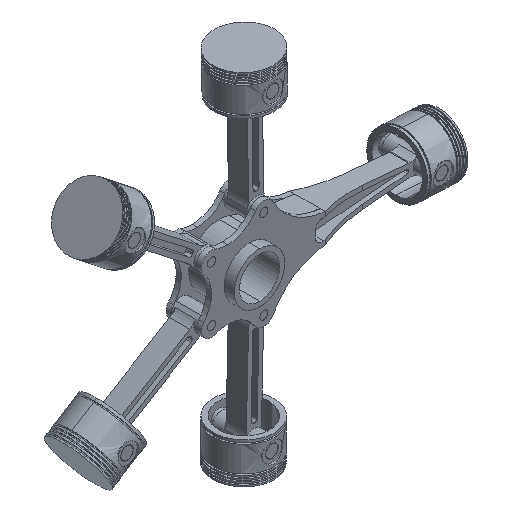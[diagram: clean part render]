
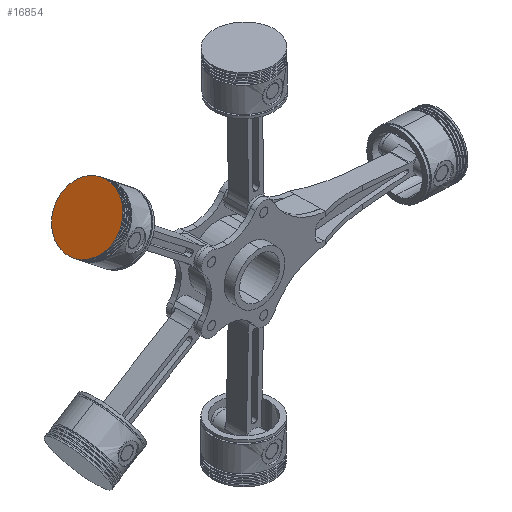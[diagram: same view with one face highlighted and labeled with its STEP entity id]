
A CAD part, isometric view. The second image highlights one B-rep face of the part: STEP entity #16854.
In plain terms, the highlighted free-form (B-spline) face has degree [1, 1] with [2, 2] control points.
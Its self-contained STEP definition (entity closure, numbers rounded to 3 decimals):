
#16403 = EDGE_CURVE('',#16404,#16406,#16408,.T.);
#16404 = VERTEX_POINT('',#16405);
#16405 = CARTESIAN_POINT('',(-117.112,-59.961,
    130.214));
#16406 = VERTEX_POINT('',#16407);
#16407 = CARTESIAN_POINT('',(-151.848,-59.961,
    86.303));
#16408 = ( BOUNDED_CURVE() B_SPLINE_CURVE(2,(#16409,#16410,#16411,#16412
,#16413),.UNSPECIFIED.,.F.,.F.) B_SPLINE_CURVE_WITH_KNOTS((3,2,3),(0.,
1.571,3.142),.PIECEWISE_BEZIER_KNOTS.) CURVE() 
GEOMETRIC_REPRESENTATION_ITEM() RATIONAL_B_SPLINE_CURVE((1.,
0.707,1.,0.707,1.)) REPRESENTATION_ITEM('') );
#16409 = CARTESIAN_POINT('',(-117.112,-59.961,
    130.214));
#16410 = CARTESIAN_POINT('',(-117.112,-87.955,
    130.214));
#16411 = CARTESIAN_POINT('',(-134.48,-87.955,
    108.258));
#16412 = CARTESIAN_POINT('',(-151.848,-87.955,
    86.303));
#16413 = CARTESIAN_POINT('',(-151.848,-59.961,
    86.303));
#16854 = ADVANCED_FACE('',(#16855),#16866,.F.);
#16855 = FACE_BOUND('',#16856,.T.);
#16856 = EDGE_LOOP('',(#16857,#16858));
#16857 = ORIENTED_EDGE('',*,*,#16403,.F.);
#16858 = ORIENTED_EDGE('',*,*,#16859,.F.);
#16859 = EDGE_CURVE('',#16406,#16404,#16860,.T.);
#16860 = ( BOUNDED_CURVE() B_SPLINE_CURVE(2,(#16861,#16862,#16863,#16864
,#16865),.UNSPECIFIED.,.F.,.F.) B_SPLINE_CURVE_WITH_KNOTS((3,2,3),(
    3.142,4.712,6.283),
.PIECEWISE_BEZIER_KNOTS.) CURVE() GEOMETRIC_REPRESENTATION_ITEM() 
RATIONAL_B_SPLINE_CURVE((1.,0.707,1.,0.707,1.)) 
REPRESENTATION_ITEM('') );
#16861 = CARTESIAN_POINT('',(-151.848,-59.961,
    86.303));
#16862 = CARTESIAN_POINT('',(-151.848,-31.967,
    86.303));
#16863 = CARTESIAN_POINT('',(-134.48,-31.967,
    108.258));
#16864 = CARTESIAN_POINT('',(-117.112,-31.967,
    130.214));
#16865 = CARTESIAN_POINT('',(-117.112,-59.961,
    130.214));
#16866 = B_SPLINE_SURFACE_WITH_KNOTS('',1,1,(
    (#16867,#16868)
    ,(#16869,#16870
    )),.UNSPECIFIED.,.F.,.F.,.F.,(2,2),(2,2),(-30.,30.),(-30.,30.),
  .PIECEWISE_BEZIER_KNOTS.);
#16867 = CARTESIAN_POINT('',(-151.848,-31.967,
    86.303));
#16868 = CARTESIAN_POINT('',(-151.848,-87.955,
    86.303));
#16869 = CARTESIAN_POINT('',(-117.112,-31.967,
    130.214));
#16870 = CARTESIAN_POINT('',(-117.112,-87.955,
    130.214));
